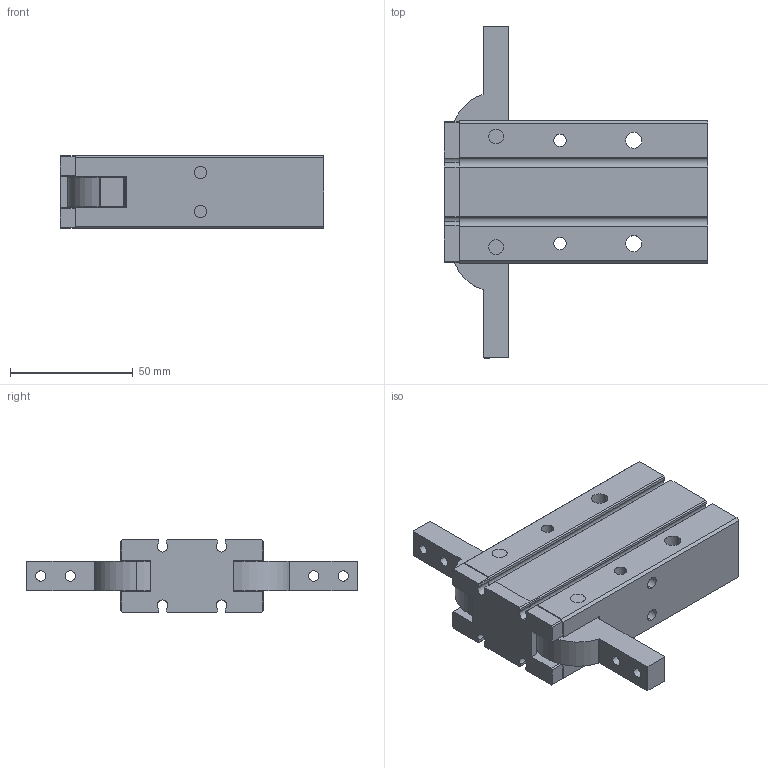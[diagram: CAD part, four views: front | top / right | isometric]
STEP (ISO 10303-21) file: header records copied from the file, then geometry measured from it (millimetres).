
FILE_DESCRIPTION (( 'STEP AP203' ), '1' );
FILE_NAME ('SHR25.STEP', '2022-06-10T05:27:58', ( '微软用户' ), ( '微软中国' ), 'SwSTEP 2.0', 'SolidWorks 2017', '' );
FILE_SCHEMA (( 'CONFIG_CONTROL_DESIGN' ));
Length unit declared in the file: millimetre
Products named in the file (1): SHR25
Bounding box: 107 x 135 x 30 mm (x, y, z)
Volume: 167644.1 mm3; surface area: 44387.2 mm2
Topology: 6 solids, 6 shells, 192 faces, 506 edges, 336 vertices
Faces by surface type: plane 126, cylinder 66
Entity records: 6037 total; most frequent: CARTESIAN_POINT 1035, DIRECTION 1024, ORIENTED_EDGE 1012, EDGE_CURVE 506, VECTOR 374, LINE 374, VERTEX_POINT 336, AXIS2_PLACEMENT_3D 325
